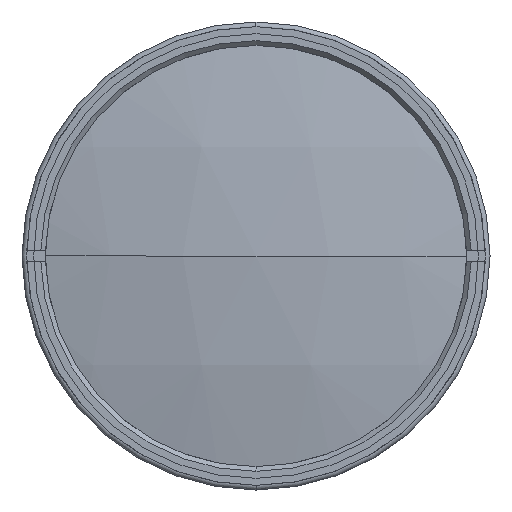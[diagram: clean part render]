
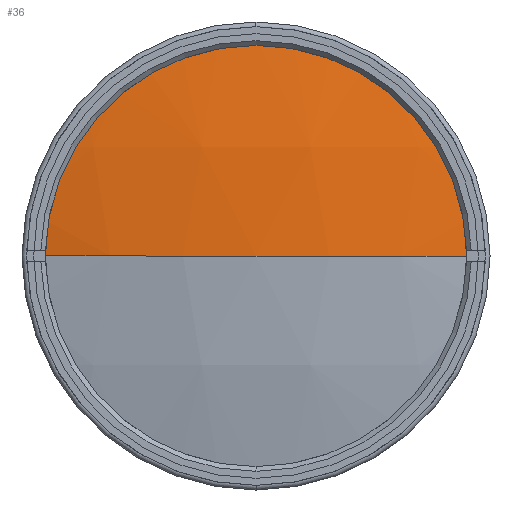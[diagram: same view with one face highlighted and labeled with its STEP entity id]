
A CAD part, left-side view. The second image highlights one B-rep face of the part: STEP entity #36.
In plain terms, the highlighted spherical face has radius 224 mm.
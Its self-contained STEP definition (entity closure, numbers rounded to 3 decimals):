
#32 = EDGE_CURVE ( 'NONE', #33, #34, #918, .T. ) ;
#33 = VERTEX_POINT ( 'NONE', #913 ) ;
#34 = VERTEX_POINT ( 'NONE', #912 ) ;
#35 = EDGE_LOOP ( 'NONE', ( #37, #98, #101 ) ) ;
#36 = ADVANCED_FACE ( 'NONE', ( #973 ), #956, .T. ) ;
#37 = ORIENTED_EDGE ( 'NONE', *, *, #32, .T. ) ;
#98 = ORIENTED_EDGE ( 'NONE', *, *, #99, .T. ) ;
#99 = EDGE_CURVE ( 'NONE', #34, #100, #1188, .T. ) ;
#100 = VERTEX_POINT ( 'NONE', #1184 ) ;
#101 = ORIENTED_EDGE ( 'NONE', *, *, #102, .F. ) ;
#102 = EDGE_CURVE ( 'NONE', #33, #100, #1183, .T. ) ;
#912 = CARTESIAN_POINT ( 'NONE',  ( -231.928, 46.5, 0. ) ) ;
#913 = CARTESIAN_POINT ( 'NONE',  ( -231.928, -46.5, 0. ) ) ;
#914 = DIRECTION ( 'NONE',  ( 0., 0., -1. ) ) ;
#915 = DIRECTION ( 'NONE',  ( -1., 0., 0. ) ) ;
#916 = CARTESIAN_POINT ( 'NONE',  ( -231.928, 0., 0. ) ) ;
#917 = AXIS2_PLACEMENT_3D ( 'NONE', #916, #915, #914 ) ;
#918 = CIRCLE ( 'NONE', #917, 46.5 ) ;
#953 = DIRECTION ( 'NONE',  ( 0., -1., 0. ) ) ;
#954 = DIRECTION ( 'NONE',  ( 0., 0., 1. ) ) ;
#955 = AXIS2_PLACEMENT_3D ( 'NONE', #957, #954, #953 ) ;
#956 = SPHERICAL_SURFACE ( 'NONE', #955, 224. ) ;
#957 = CARTESIAN_POINT ( 'NONE',  ( -12.808, 0., 0. ) ) ;
#973 = FACE_OUTER_BOUND ( 'NONE', #35, .T. ) ;
#1180 = DIRECTION ( 'NONE',  ( 0., 0., -1. ) ) ;
#1181 = CARTESIAN_POINT ( 'NONE',  ( -12.808, 0., 0. ) ) ;
#1182 = AXIS2_PLACEMENT_3D ( 'NONE', #1181, #1180, #1234 ) ;
#1183 = CIRCLE ( 'NONE', #1182, 224. ) ;
#1184 = CARTESIAN_POINT ( 'NONE',  ( -236.808, 0., 0. ) ) ;
#1185 = DIRECTION ( 'NONE',  ( 0., -1., 0. ) ) ;
#1186 = DIRECTION ( 'NONE',  ( 0., 0., 1. ) ) ;
#1187 = AXIS2_PLACEMENT_3D ( 'NONE', #1193, #1186, #1185 ) ;
#1188 = CIRCLE ( 'NONE', #1187, 224. ) ;
#1193 = CARTESIAN_POINT ( 'NONE',  ( -12.808, 0., 0. ) ) ;
#1234 = DIRECTION ( 'NONE',  ( -1., 0., 0. ) ) ;
